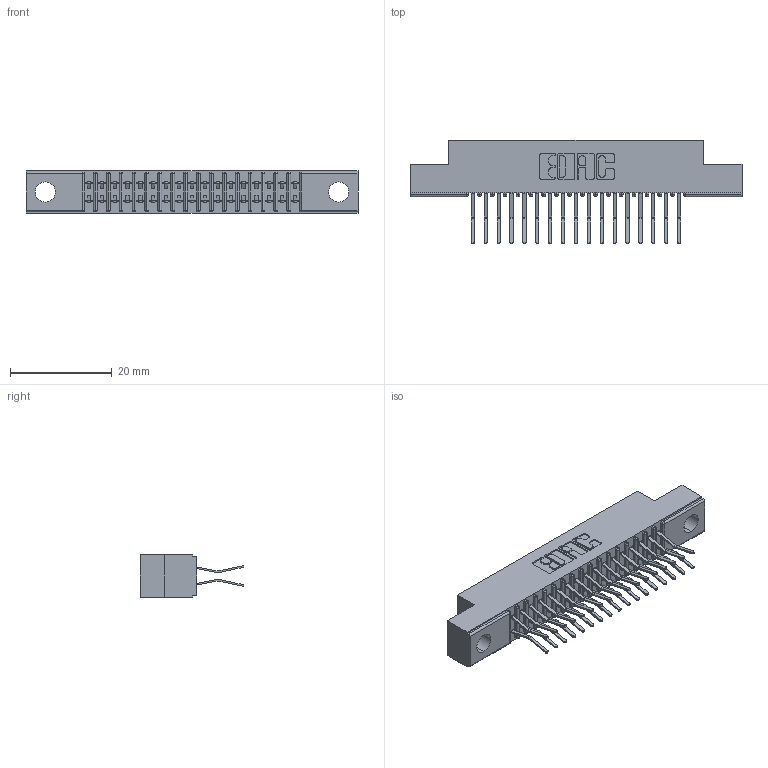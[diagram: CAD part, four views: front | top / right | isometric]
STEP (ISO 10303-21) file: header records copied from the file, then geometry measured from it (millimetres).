
FILE_DESCRIPTION (( 'STEP AP203' ), '1' );
FILE_NAME ('391-034-560-204.STEP', '2018-08-08T23:02:04', ( '' ), ( '' ), 'SwSTEP 2.0', 'SolidWorks 2016', '' );
FILE_SCHEMA (( 'CONFIG_CONTROL_DESIGN' ));
Length unit declared in the file: inch
Products named in the file (3): 341 Part_.156 (3.96) Dia Mounting Holes; 341-292-001_341-292-160; 391-034-560-204
Assembly tree (35 placements, depth 2):
  391-034-560-204
    341 Part_.156 (3.96) Dia Mounting Holes
    341-292-001_341-292-160  x34
Bounding box: 65.41 x 20.37 x 8.38 mm (x, y, z)
Volume: 3665 mm3; surface area: 7485.8 mm2
Topology: 35 solids, 35 shells, 2510 faces, 7271 edges, 4718 vertices
Faces by surface type: plane 1442, cylinder 1000, sphere 36, torus 32
Entity records: 24462 total; most frequent: CARTESIAN_POINT 4073, ORIENTED_EDGE 4042, DIRECTION 3967, EDGE_CURVE 2021, VECTOR 1607, LINE 1607, VERTEX_POINT 1286, AXIS2_PLACEMENT_3D 1180
